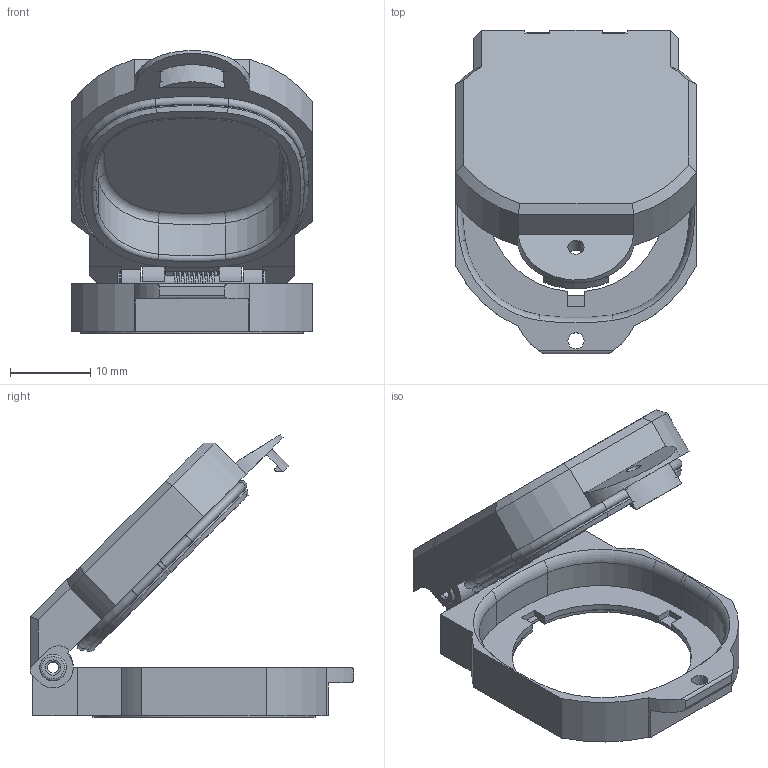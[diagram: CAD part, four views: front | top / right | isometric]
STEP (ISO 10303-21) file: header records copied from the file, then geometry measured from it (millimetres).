
FILE_DESCRIPTION(/* description */ (''),/* implementation_level */ '2;1');
FILE_NAME(/* name */ 'KDPR22RR_offen.stp',/* time_stamp */ '2016-02-16T10:13:28+01:00',/* author */ ('ahoffmann'),/* organization */ (''),/* preprocessor_version */ 'ST-DEVELOPER v15.2',/* originating_system */ 'Autodesk Inventor 2014',/* authorisation */ '');
FILE_SCHEMA (('AUTOMOTIVE_DESIGN { 1 0 10303 214 3 1 1 }'));
Length unit declared in the file: centimetre
Products named in the file (1): KDPR22RR
Bounding box: 29.9 x 40.23 x 35.19 mm (x, y, z)
Volume: 2.2 mm3; surface area: 6692.6 mm2
Topology: 3 solids, 5 shells, 325 faces, 775 edges, 464 vertices
Faces by surface type: plane 112, cylinder 108, torus 87, cone 17, bspline 1
Full cylindrical faces by diameter (mm): 0.3 x2, 1.4 x1, 1.5 x1, 2 x5, 3.3 x2, 27.7 x1, 28 x1
Entity records: 10468 total; most frequent: CARTESIAN_POINT 2368, DIRECTION 1755, ORIENTED_EDGE 1564, EDGE_CURVE 746, AXIS2_PLACEMENT_3D 702, VERTEX_POINT 458, EDGE_LOOP 374, CIRCLE 367
